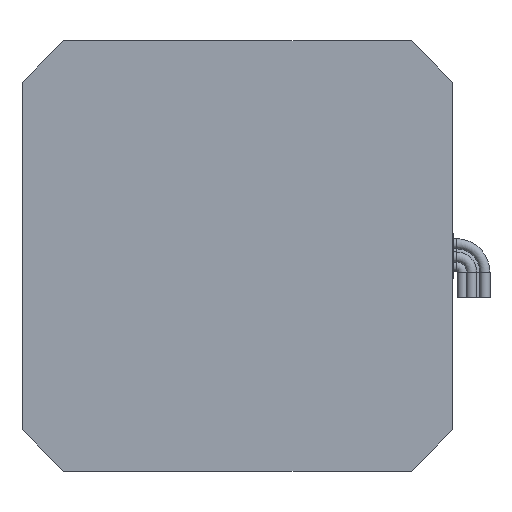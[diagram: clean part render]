
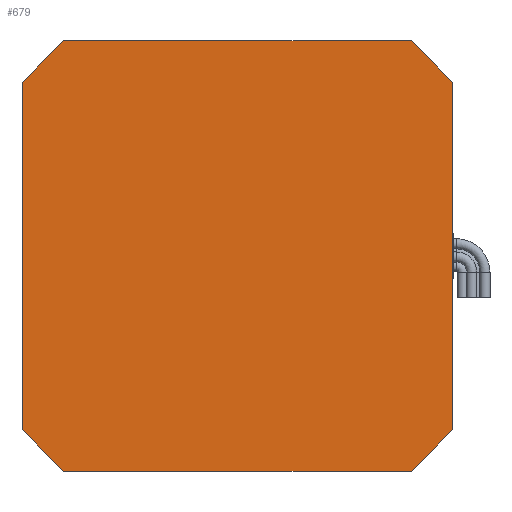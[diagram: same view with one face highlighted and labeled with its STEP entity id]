
A CAD part, front view. The second image highlights one B-rep face of the part: STEP entity #679.
In plain terms, the highlighted planar face has unit normal (0, -1, 0).
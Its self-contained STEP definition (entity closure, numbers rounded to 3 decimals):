
#3 = CARTESIAN_POINT ( 'NONE',  ( 17.062, 0., -21.15 ) ) ;
#169 = DIRECTION ( 'NONE',  ( -1., 0., 0. ) ) ;
#171 = CARTESIAN_POINT ( 'NONE',  ( -17.062, 0., -21.15 ) ) ;
#209 = LINE ( 'NONE', #2088, #484 ) ;
#213 = CARTESIAN_POINT ( 'NONE',  ( -21.15, 0., 17.062 ) ) ;
#224 = CARTESIAN_POINT ( 'NONE',  ( -21.15, 0., -17.062 ) ) ;
#240 = EDGE_CURVE ( 'NONE', #2541, #1653, #1469, .T. ) ;
#253 = VECTOR ( 'NONE', #1613, 1000. ) ;
#271 = CARTESIAN_POINT ( 'NONE',  ( -17.062, 0., -21.15 ) ) ;
#329 = AXIS2_PLACEMENT_3D ( 'NONE', #2346, #1292, #2139 ) ;
#448 = DIRECTION ( 'NONE',  ( -0.707, 0., -0.707 ) ) ;
#482 = DIRECTION ( 'NONE',  ( 0., 0., 1. ) ) ;
#484 = VECTOR ( 'NONE', #169, 1000. ) ;
#514 = VERTEX_POINT ( 'NONE', #171 ) ;
#557 = EDGE_CURVE ( 'NONE', #2318, #1131, #883, .T. ) ;
#558 = VECTOR ( 'NONE', #1259, 1000. ) ;
#562 = VERTEX_POINT ( 'NONE', #1117 ) ;
#667 = LINE ( 'NONE', #708, #2026 ) ;
#679 = ADVANCED_FACE ( 'NONE', ( #2521 ), #1502, .T. ) ;
#708 = CARTESIAN_POINT ( 'NONE',  ( 21.15, 0., 17.062 ) ) ;
#782 = EDGE_CURVE ( 'NONE', #514, #1116, #989, .T. ) ;
#823 = ORIENTED_EDGE ( 'NONE', *, *, #240, .T. ) ;
#825 = VERTEX_POINT ( 'NONE', #1720 ) ;
#883 = LINE ( 'NONE', #1957, #2284 ) ;
#886 = EDGE_CURVE ( 'NONE', #825, #514, #2175, .T. ) ;
#891 = LINE ( 'NONE', #224, #1324 ) ;
#989 = LINE ( 'NONE', #3, #1266 ) ;
#996 = LINE ( 'NONE', #1215, #253 ) ;
#1074 = EDGE_LOOP ( 'NONE', ( #1685, #2147, #1598, #823, #1761, #1555, #1762, #1558 ) ) ;
#1112 = DIRECTION ( 'NONE',  ( 0.707, 0., -0.707 ) ) ;
#1116 = VERTEX_POINT ( 'NONE', #2508 ) ;
#1117 = CARTESIAN_POINT ( 'NONE',  ( 21.15, 0., -17.062 ) ) ;
#1131 = VERTEX_POINT ( 'NONE', #213 ) ;
#1215 = CARTESIAN_POINT ( 'NONE',  ( 21.15, 0., -17.062 ) ) ;
#1253 = EDGE_CURVE ( 'NONE', #562, #2541, #667, .T. ) ;
#1259 = DIRECTION ( 'NONE',  ( -0.707, 0., 0.707 ) ) ;
#1266 = VECTOR ( 'NONE', #2538, 1000. ) ;
#1286 = EDGE_CURVE ( 'NONE', #1131, #825, #891, .T. ) ;
#1292 = DIRECTION ( 'NONE',  ( 0., -1., 0. ) ) ;
#1324 = VECTOR ( 'NONE', #1732, 1000. ) ;
#1469 = LINE ( 'NONE', #1932, #558 ) ;
#1502 = PLANE ( 'NONE',  #329 ) ;
#1555 = ORIENTED_EDGE ( 'NONE', *, *, #557, .T. ) ;
#1558 = ORIENTED_EDGE ( 'NONE', *, *, #886, .T. ) ;
#1570 = EDGE_CURVE ( 'NONE', #1653, #2318, #209, .T. ) ;
#1598 = ORIENTED_EDGE ( 'NONE', *, *, #1253, .T. ) ;
#1613 = DIRECTION ( 'NONE',  ( 0.707, 0., 0.707 ) ) ;
#1653 = VERTEX_POINT ( 'NONE', #2574 ) ;
#1685 = ORIENTED_EDGE ( 'NONE', *, *, #782, .T. ) ;
#1720 = CARTESIAN_POINT ( 'NONE',  ( -21.15, 0., -17.062 ) ) ;
#1732 = DIRECTION ( 'NONE',  ( 0., 0., -1. ) ) ;
#1761 = ORIENTED_EDGE ( 'NONE', *, *, #1570, .T. ) ;
#1762 = ORIENTED_EDGE ( 'NONE', *, *, #1286, .T. ) ;
#1927 = VECTOR ( 'NONE', #1112, 1000. ) ;
#1932 = CARTESIAN_POINT ( 'NONE',  ( 17.062, 0., 21.15 ) ) ;
#1957 = CARTESIAN_POINT ( 'NONE',  ( -21.15, 0., 17.062 ) ) ;
#2017 = CARTESIAN_POINT ( 'NONE',  ( 21.15, 0., 17.062 ) ) ;
#2026 = VECTOR ( 'NONE', #482, 1000. ) ;
#2088 = CARTESIAN_POINT ( 'NONE',  ( -17.062, 0., 21.15 ) ) ;
#2139 = DIRECTION ( 'NONE',  ( 0., 0., -1. ) ) ;
#2147 = ORIENTED_EDGE ( 'NONE', *, *, #2553, .T. ) ;
#2175 = LINE ( 'NONE', #271, #1927 ) ;
#2242 = CARTESIAN_POINT ( 'NONE',  ( -17.062, 0., 21.15 ) ) ;
#2284 = VECTOR ( 'NONE', #448, 1000. ) ;
#2318 = VERTEX_POINT ( 'NONE', #2242 ) ;
#2346 = CARTESIAN_POINT ( 'NONE',  ( 0., 0., 0. ) ) ;
#2508 = CARTESIAN_POINT ( 'NONE',  ( 17.062, 0., -21.15 ) ) ;
#2521 = FACE_OUTER_BOUND ( 'NONE', #1074, .T. ) ;
#2538 = DIRECTION ( 'NONE',  ( 1., 0., 0. ) ) ;
#2541 = VERTEX_POINT ( 'NONE', #2017 ) ;
#2553 = EDGE_CURVE ( 'NONE', #1116, #562, #996, .T. ) ;
#2574 = CARTESIAN_POINT ( 'NONE',  ( 17.062, 0., 21.15 ) ) ;
